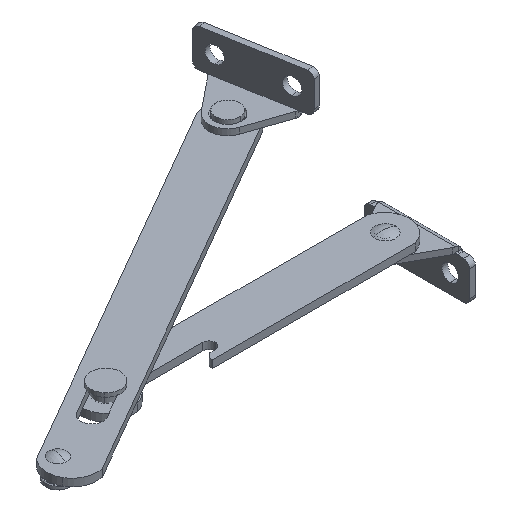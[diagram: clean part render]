
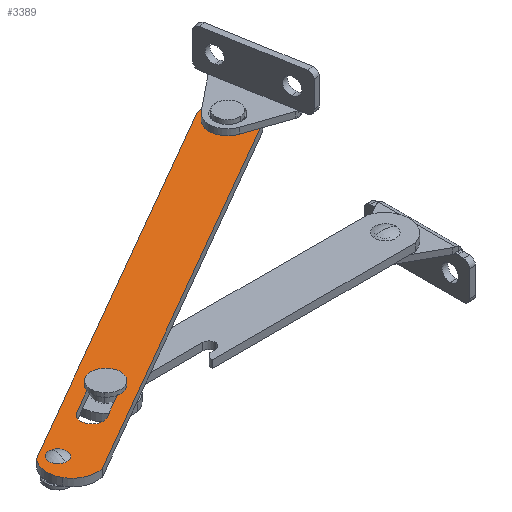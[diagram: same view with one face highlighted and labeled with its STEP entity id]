
A CAD part, isometric view. The second image highlights one B-rep face of the part: STEP entity #3389.
In plain terms, the highlighted planar face has unit normal (0, 0, 1).
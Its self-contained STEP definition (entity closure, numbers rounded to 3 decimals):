
#2 = DIRECTION ( 'NONE',  ( 0., 0., 1. ) ) ;
#30 = CARTESIAN_POINT ( 'NONE',  ( -59.262, -3.096, 3.75 ) ) ;
#56 = DIRECTION ( 'NONE',  ( 0., 0., 1. ) ) ;
#91 = DIRECTION ( 'NONE',  ( 0.866, 0.5, 0. ) ) ;
#118 = AXIS2_PLACEMENT_3D ( 'NONE', #622, #1887, #1277 ) ;
#134 = CARTESIAN_POINT ( 'NONE',  ( -76.451, -13.424, 3.75 ) ) ;
#225 = ORIENTED_EDGE ( 'NONE', *, *, #2152, .F. ) ;
#235 = EDGE_CURVE ( 'NONE', #3625, #3930, #1863, .T. ) ;
#290 = CARTESIAN_POINT ( 'NONE',  ( 49.3, 55.31, 3.75 ) ) ;
#362 = AXIS2_PLACEMENT_3D ( 'NONE', #4040, #1803, #1867 ) ;
#371 = DIRECTION ( 'NONE',  ( -0.866, -0.5, 0. ) ) ;
#375 = ORIENTED_EDGE ( 'NONE', *, *, #3489, .F. ) ;
#385 = AXIS2_PLACEMENT_3D ( 'NONE', #1981, #3520, #371 ) ;
#404 = CARTESIAN_POINT ( 'NONE',  ( 47.42, 54.225, 3.75 ) ) ;
#419 = EDGE_CURVE ( 'NONE', #3988, #1484, #2116, .T. ) ;
#508 = EDGE_CURVE ( 'NONE', #3930, #2028, #850, .T. ) ;
#526 = AXIS2_PLACEMENT_3D ( 'NONE', #3587, #2315, #2372 ) ;
#573 = FACE_BOUND ( 'NONE', #3000, .T. ) ;
#594 = AXIS2_PLACEMENT_3D ( 'NONE', #290, #2, #611 ) ;
#611 = DIRECTION ( 'NONE',  ( 0.866, 0.5, 0. ) ) ;
#622 = CARTESIAN_POINT ( 'NONE',  ( -73.104, -15.36, 3.75 ) ) ;
#649 = ORIENTED_EDGE ( 'NONE', *, *, #3447, .T. ) ;
#746 = EDGE_LOOP ( 'NONE', ( #1533, #3194 ) ) ;
#761 = CIRCLE ( 'NONE', #797, 2.5 ) ;
#797 = AXIS2_PLACEMENT_3D ( 'NONE', #1575, #2534, #3164 ) ;
#850 = CIRCLE ( 'NONE', #4044, 8.33 ) ;
#857 = VERTEX_POINT ( 'NONE', #1303 ) ;
#893 = EDGE_CURVE ( 'NONE', #4043, #2122, #3855, .T. ) ;
#937 = PLANE ( 'NONE',  #3294 ) ;
#981 = CIRCLE ( 'NONE', #3270, 1.7 ) ;
#1067 = ORIENTED_EDGE ( 'NONE', *, *, #3674, .T. ) ;
#1083 = VERTEX_POINT ( 'NONE', #3675 ) ;
#1101 = CARTESIAN_POINT ( 'NONE',  ( -55.562, -9.504, 3.75 ) ) ;
#1137 = VECTOR ( 'NONE', #2335, 1000. ) ;
#1185 = CARTESIAN_POINT ( 'NONE',  ( -48.35, 3.204, 3.75 ) ) ;
#1202 = FACE_BOUND ( 'NONE', #3507, .T. ) ;
#1219 = CARTESIAN_POINT ( 'NONE',  ( 49.3, 55.31, 3.75 ) ) ;
#1234 = CARTESIAN_POINT ( 'NONE',  ( -71.114, -23.449, 3.75 ) ) ;
#1239 = EDGE_CURVE ( 'NONE', #2649, #2899, #761, .T. ) ;
#1277 = DIRECTION ( 'NONE',  ( 0.866, 0.5, 0. ) ) ;
#1303 = CARTESIAN_POINT ( 'NONE',  ( 47.31, 63.399, 3.75 ) ) ;
#1337 = ORIENTED_EDGE ( 'NONE', *, *, #419, .F. ) ;
#1343 = DIRECTION ( 'NONE',  ( 0.866, 0.5, 0. ) ) ;
#1387 = ORIENTED_EDGE ( 'NONE', *, *, #1434, .T. ) ;
#1434 = EDGE_CURVE ( 'NONE', #1083, #857, #2368, .T. ) ;
#1484 = VERTEX_POINT ( 'NONE', #1185 ) ;
#1533 = ORIENTED_EDGE ( 'NONE', *, *, #2659, .F. ) ;
#1575 = CARTESIAN_POINT ( 'NONE',  ( 49.586, 55.475, 3.75 ) ) ;
#1582 = VECTOR ( 'NONE', #2915, 1000. ) ;
#1629 = LINE ( 'NONE', #3788, #1582 ) ;
#1634 = DIRECTION ( 'NONE',  ( 0., 0., 1. ) ) ;
#1635 = VERTEX_POINT ( 'NONE', #3529 ) ;
#1803 = DIRECTION ( 'NONE',  ( 0., 0., 1. ) ) ;
#1809 = FACE_OUTER_BOUND ( 'NONE', #2103, .T. ) ;
#1838 = CARTESIAN_POINT ( 'NONE',  ( -80.318, -19.525, 3.75 ) ) ;
#1863 = CIRCLE ( 'NONE', #118, 8.33 ) ;
#1867 = DIRECTION ( 'NONE',  ( 0.866, 0.5, 0. ) ) ;
#1887 = DIRECTION ( 'NONE',  ( 0., 0., 1. ) ) ;
#1907 = EDGE_CURVE ( 'NONE', #1947, #3988, #3254, .T. ) ;
#1931 = DIRECTION ( 'NONE',  ( -0.866, -0.5, 0. ) ) ;
#1938 = ORIENTED_EDGE ( 'NONE', *, *, #508, .T. ) ;
#1947 = VERTEX_POINT ( 'NONE', #1101 ) ;
#1981 = CARTESIAN_POINT ( 'NONE',  ( -57.412, -6.3, 3.75 ) ) ;
#2001 = CARTESIAN_POINT ( 'NONE',  ( 47.31, 63.399, 3.75 ) ) ;
#2012 = CIRCLE ( 'NONE', #385, 3.7 ) ;
#2018 = CARTESIAN_POINT ( 'NONE',  ( -74.978, -12.574, 3.75 ) ) ;
#2020 = LINE ( 'NONE', #2001, #2441 ) ;
#2028 = VERTEX_POINT ( 'NONE', #1234 ) ;
#2103 = EDGE_LOOP ( 'NONE', ( #1387, #1067, #3821, #1938, #649 ) ) ;
#2116 = CIRCLE ( 'NONE', #362, 3.7 ) ;
#2122 = VERTEX_POINT ( 'NONE', #2291 ) ;
#2152 = EDGE_CURVE ( 'NONE', #1635, #1947, #2012, .T. ) ;
#2199 = ORIENTED_EDGE ( 'NONE', *, *, #3962, .F. ) ;
#2209 = FACE_BOUND ( 'NONE', #746, .T. ) ;
#2242 = ORIENTED_EDGE ( 'NONE', *, *, #1239, .F. ) ;
#2291 = CARTESIAN_POINT ( 'NONE',  ( -73.506, -11.724, 3.75 ) ) ;
#2315 = DIRECTION ( 'NONE',  ( 0., 0., 1. ) ) ;
#2335 = DIRECTION ( 'NONE',  ( 0.866, 0.5, 0. ) ) ;
#2368 = CIRCLE ( 'NONE', #594, 8.33 ) ;
#2372 = DIRECTION ( 'NONE',  ( 0.866, 0.5, 0. ) ) ;
#2441 = VECTOR ( 'NONE', #1931, 1000. ) ;
#2473 = DIRECTION ( 'NONE',  ( 0., 0., 1. ) ) ;
#2506 = AXIS2_PLACEMENT_3D ( 'NONE', #2608, #2891, #3873 ) ;
#2534 = DIRECTION ( 'NONE',  ( 0., 0., 1. ) ) ;
#2549 = DIRECTION ( 'NONE',  ( -0.866, -0.5, 0. ) ) ;
#2608 = CARTESIAN_POINT ( 'NONE',  ( 49.586, 55.475, 3.75 ) ) ;
#2637 = VECTOR ( 'NONE', #2549, 1000. ) ;
#2649 = VERTEX_POINT ( 'NONE', #404 ) ;
#2659 = EDGE_CURVE ( 'NONE', #2122, #4043, #981, .T. ) ;
#2891 = DIRECTION ( 'NONE',  ( 0., 0., 1. ) ) ;
#2899 = VERTEX_POINT ( 'NONE', #3651 ) ;
#2902 = CARTESIAN_POINT ( 'NONE',  ( -44.65, -3.204, 3.75 ) ) ;
#2915 = DIRECTION ( 'NONE',  ( 0.866, 0.5, 0. ) ) ;
#2994 = ORIENTED_EDGE ( 'NONE', *, *, #1907, .F. ) ;
#3000 = EDGE_LOOP ( 'NONE', ( #375, #2242 ) ) ;
#3068 = DIRECTION ( 'NONE',  ( 0.866, 0.5, 0. ) ) ;
#3164 = DIRECTION ( 'NONE',  ( 0.866, 0.5, 0. ) ) ;
#3166 = CARTESIAN_POINT ( 'NONE',  ( -73.104, -15.36, 3.75 ) ) ;
#3194 = ORIENTED_EDGE ( 'NONE', *, *, #893, .F. ) ;
#3227 = CARTESIAN_POINT ( 'NONE',  ( -79.114, -9.592, 3.75 ) ) ;
#3254 = LINE ( 'NONE', #3946, #1137 ) ;
#3270 = AXIS2_PLACEMENT_3D ( 'NONE', #2018, #1634, #91 ) ;
#3294 = AXIS2_PLACEMENT_3D ( 'NONE', #1219, #2473, #3068 ) ;
#3389 = ADVANCED_FACE ( 'NONE', ( #1202, #2209, #1809, #573 ), #937, .T. ) ;
#3447 = EDGE_CURVE ( 'NONE', #2028, #1083, #1629, .T. ) ;
#3489 = EDGE_CURVE ( 'NONE', #2899, #2649, #3892, .T. ) ;
#3507 = EDGE_LOOP ( 'NONE', ( #225, #2199, #1337, #2994 ) ) ;
#3520 = DIRECTION ( 'NONE',  ( 0., 0., 1. ) ) ;
#3529 = CARTESIAN_POINT ( 'NONE',  ( -59.262, -3.096, 3.75 ) ) ;
#3587 = CARTESIAN_POINT ( 'NONE',  ( -74.978, -12.574, 3.75 ) ) ;
#3625 = VERTEX_POINT ( 'NONE', #3227 ) ;
#3651 = CARTESIAN_POINT ( 'NONE',  ( 51.751, 56.725, 3.75 ) ) ;
#3674 = EDGE_CURVE ( 'NONE', #857, #3625, #2020, .T. ) ;
#3675 = CARTESIAN_POINT ( 'NONE',  ( 55.31, 49.542, 3.75 ) ) ;
#3774 = LINE ( 'NONE', #30, #2637 ) ;
#3788 = CARTESIAN_POINT ( 'NONE',  ( 55.31, 49.542, 3.75 ) ) ;
#3821 = ORIENTED_EDGE ( 'NONE', *, *, #235, .T. ) ;
#3855 = CIRCLE ( 'NONE', #526, 1.7 ) ;
#3873 = DIRECTION ( 'NONE',  ( 0.866, 0.5, 0. ) ) ;
#3892 = CIRCLE ( 'NONE', #2506, 2.5 ) ;
#3930 = VERTEX_POINT ( 'NONE', #1838 ) ;
#3946 = CARTESIAN_POINT ( 'NONE',  ( -55.562, -9.504, 3.75 ) ) ;
#3962 = EDGE_CURVE ( 'NONE', #1484, #1635, #3774, .T. ) ;
#3988 = VERTEX_POINT ( 'NONE', #2902 ) ;
#4040 = CARTESIAN_POINT ( 'NONE',  ( -46.5, 0., 3.75 ) ) ;
#4043 = VERTEX_POINT ( 'NONE', #134 ) ;
#4044 = AXIS2_PLACEMENT_3D ( 'NONE', #3166, #56, #1343 ) ;
